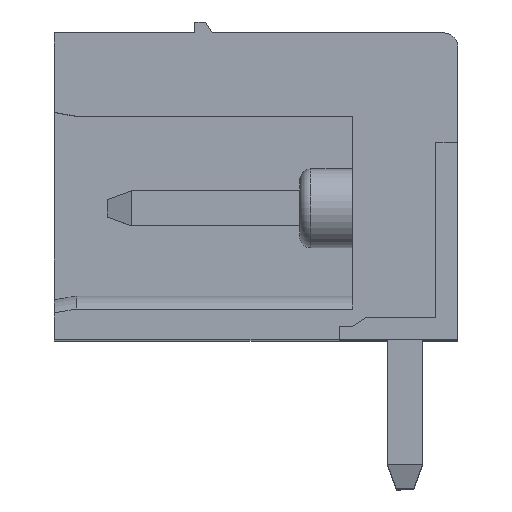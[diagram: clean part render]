
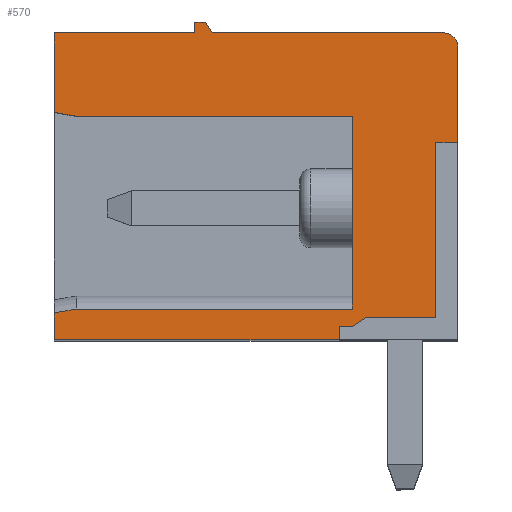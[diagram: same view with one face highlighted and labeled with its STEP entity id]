
A CAD part, top view. The second image highlights one B-rep face of the part: STEP entity #570.
In plain terms, the highlighted planar face has unit normal (0, 0, 1).
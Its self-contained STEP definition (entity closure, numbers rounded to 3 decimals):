
#570 = ADVANCED_FACE( '', ( #1391 ), #1392, .T. );
#1391 = FACE_OUTER_BOUND( '', #2471, .T. );
#1392 = PLANE( '', #2472 );
#2471 = EDGE_LOOP( '', ( #4134, #4135, #4136, #4137, #4138, #4139, #4140, #4141, #4142, #4143, #4144, #4145, #4146, #4147, #4148, #4149, #4150, #4151, #4152, #4153, #4154 ) );
#2472 = AXIS2_PLACEMENT_3D( '', #4155, #4156, #4157 );
#4134 = ORIENTED_EDGE( '', *, *, #6831, .T. );
#4135 = ORIENTED_EDGE( '', *, *, #6985, .T. );
#4136 = ORIENTED_EDGE( '', *, *, #6986, .T. );
#4137 = ORIENTED_EDGE( '', *, *, #6625, .F. );
#4138 = ORIENTED_EDGE( '', *, *, #6987, .T. );
#4139 = ORIENTED_EDGE( '', *, *, #6988, .T. );
#4140 = ORIENTED_EDGE( '', *, *, #6989, .T. );
#4141 = ORIENTED_EDGE( '', *, *, #6990, .T. );
#4142 = ORIENTED_EDGE( '', *, *, #6851, .T. );
#4143 = ORIENTED_EDGE( '', *, *, #6991, .T. );
#4144 = ORIENTED_EDGE( '', *, *, #6992, .T. );
#4145 = ORIENTED_EDGE( '', *, *, #6993, .T. );
#4146 = ORIENTED_EDGE( '', *, *, #6994, .F. );
#4147 = ORIENTED_EDGE( '', *, *, #6995, .T. );
#4148 = ORIENTED_EDGE( '', *, *, #6996, .T. );
#4149 = ORIENTED_EDGE( '', *, *, #6997, .T. );
#4150 = ORIENTED_EDGE( '', *, *, #6730, .T. );
#4151 = ORIENTED_EDGE( '', *, *, #6998, .T. );
#4152 = ORIENTED_EDGE( '', *, *, #6512, .T. );
#4153 = ORIENTED_EDGE( '', *, *, #6999, .T. );
#4154 = ORIENTED_EDGE( '', *, *, #7000, .T. );
#4155 = CARTESIAN_POINT( '', ( -162.627, 7.36, -27.382 ) );
#4156 = DIRECTION( '', ( 0., 0., 1. ) );
#4157 = DIRECTION( '', ( 1., 0., 0. ) );
#6512 = EDGE_CURVE( '', #7816, #7817, #7818, .T. );
#6625 = EDGE_CURVE( '', #8017, #8020, #8021, .T. );
#6730 = EDGE_CURVE( '', #8204, #8202, #8205, .T. );
#6831 = EDGE_CURVE( '', #8375, #8376, #8377, .T. );
#6851 = EDGE_CURVE( '', #8407, #8404, #8408, .T. );
#6985 = EDGE_CURVE( '', #8376, #8624, #8625, .T. );
#6986 = EDGE_CURVE( '', #8624, #8020, #8626, .T. );
#6987 = EDGE_CURVE( '', #8017, #8627, #8628, .T. );
#6988 = EDGE_CURVE( '', #8627, #8629, #8630, .T. );
#6989 = EDGE_CURVE( '', #8629, #8631, #8632, .T. );
#6990 = EDGE_CURVE( '', #8631, #8407, #8633, .T. );
#6991 = EDGE_CURVE( '', #8404, #8634, #8635, .T. );
#6992 = EDGE_CURVE( '', #8634, #8636, #8637, .T. );
#6993 = EDGE_CURVE( '', #8636, #8638, #8639, .T. );
#6994 = EDGE_CURVE( '', #8640, #8638, #8641, .T. );
#6995 = EDGE_CURVE( '', #8640, #8642, #8643, .T. );
#6996 = EDGE_CURVE( '', #8642, #8644, #8645, .T. );
#6997 = EDGE_CURVE( '', #8644, #8204, #8646, .T. );
#6998 = EDGE_CURVE( '', #8202, #7816, #8647, .T. );
#6999 = EDGE_CURVE( '', #7817, #8648, #8649, .T. );
#7000 = EDGE_CURVE( '', #8648, #8375, #8650, .T. );
#7816 = VERTEX_POINT( '', #9696 );
#7817 = VERTEX_POINT( '', #9697 );
#7818 = LINE( '', #9698, #9699 );
#8017 = VERTEX_POINT( '', #9988 );
#8020 = VERTEX_POINT( '', #9992 );
#8021 = CIRCLE( '', #9993, 0.3 );
#8202 = VERTEX_POINT( '', #10255 );
#8204 = VERTEX_POINT( '', #10258 );
#8205 = LINE( '', #10259, #10260 );
#8375 = VERTEX_POINT( '', #10509 );
#8376 = VERTEX_POINT( '', #10510 );
#8377 = LINE( '', #10511, #10512 );
#8404 = VERTEX_POINT( '', #10552 );
#8407 = VERTEX_POINT( '', #10556 );
#8408 = LINE( '', #10557, #10558 );
#8624 = VERTEX_POINT( '', #10880 );
#8625 = LINE( '', #10881, #10882 );
#8626 = LINE( '', #10883, #10884 );
#8627 = VERTEX_POINT( '', #10885 );
#8628 = LINE( '', #10886, #10887 );
#8629 = VERTEX_POINT( '', #10888 );
#8630 = LINE( '', #10889, #10890 );
#8631 = VERTEX_POINT( '', #10891 );
#8632 = LINE( '', #10892, #10893 );
#8633 = LINE( '', #10894, #10895 );
#8634 = VERTEX_POINT( '', #10896 );
#8635 = LINE( '', #10897, #10898 );
#8636 = VERTEX_POINT( '', #10899 );
#8637 = LINE( '', #10900, #10901 );
#8638 = VERTEX_POINT( '', #10902 );
#8639 = LINE( '', #10903, #10904 );
#8640 = VERTEX_POINT( '', #10905 );
#8641 = LINE( '', #10906, #10907 );
#8642 = VERTEX_POINT( '', #10908 );
#8643 = LINE( '', #10909, #10910 );
#8644 = VERTEX_POINT( '', #10911 );
#8645 = LINE( '', #10912, #10913 );
#8646 = LINE( '', #10914, #10915 );
#8647 = LINE( '', #10916, #10917 );
#8648 = VERTEX_POINT( '', #10918 );
#8649 = LINE( '', #10919, #10920 );
#8650 = LINE( '', #10921, #10922 );
#9696 = CARTESIAN_POINT( '', ( -156.127, 4.16, -27.382 ) );
#9697 = CARTESIAN_POINT( '', ( -155.827, 4.16, -27.382 ) );
#9698 = CARTESIAN_POINT( '', ( -155.827, 4.16, -27.382 ) );
#9699 = VECTOR( '', #12277, 1000. );
#9988 = CARTESIAN_POINT( '', ( -153.727, 10.86, -27.382 ) );
#9992 = CARTESIAN_POINT( '', ( -153.427, 10.56, -27.382 ) );
#9993 = AXIS2_PLACEMENT_3D( '', #12381, #12382, #12383 );
#10255 = CARTESIAN_POINT( '', ( -156.127, 3.86, -27.382 ) );
#10258 = CARTESIAN_POINT( '', ( -162.627, 3.86, -27.382 ) );
#10259 = CARTESIAN_POINT( '', ( -153.427, 3.86, -27.382 ) );
#10260 = VECTOR( '', #12484, 1000. );
#10509 = CARTESIAN_POINT( '', ( -153.927, 4.36, -27.382 ) );
#10510 = CARTESIAN_POINT( '', ( -153.927, 8.36, -27.382 ) );
#10511 = CARTESIAN_POINT( '', ( -153.927, 8.36, -27.382 ) );
#10512 = VECTOR( '', #12576, 1000. );
#10552 = CARTESIAN_POINT( '', ( -162.627, 10.86, -27.382 ) );
#10556 = CARTESIAN_POINT( '', ( -159.427, 10.86, -27.382 ) );
#10557 = CARTESIAN_POINT( '', ( -162.627, 10.86, -27.382 ) );
#10558 = VECTOR( '', #12591, 1000. );
#10880 = CARTESIAN_POINT( '', ( -153.427, 8.36, -27.382 ) );
#10881 = CARTESIAN_POINT( '', ( -153.427, 8.36, -27.382 ) );
#10882 = VECTOR( '', #12698, 1000. );
#10883 = CARTESIAN_POINT( '', ( -153.427, 10.56, -27.382 ) );
#10884 = VECTOR( '', #12699, 1000. );
#10885 = CARTESIAN_POINT( '', ( -159.027, 10.86, -27.382 ) );
#10886 = CARTESIAN_POINT( '', ( -159.027, 10.86, -27.382 ) );
#10887 = VECTOR( '', #12700, 1000. );
#10888 = CARTESIAN_POINT( '', ( -159.177, 11.11, -27.382 ) );
#10889 = CARTESIAN_POINT( '', ( -159.177, 11.11, -27.382 ) );
#10890 = VECTOR( '', #12701, 1000. );
#10891 = CARTESIAN_POINT( '', ( -159.427, 11.11, -27.382 ) );
#10892 = CARTESIAN_POINT( '', ( -159.427, 11.11, -27.382 ) );
#10893 = VECTOR( '', #12702, 1000. );
#10894 = CARTESIAN_POINT( '', ( -159.427, 10.86, -27.382 ) );
#10895 = VECTOR( '', #12703, 1000. );
#10896 = CARTESIAN_POINT( '', ( -162.627, 9.048, -27.382 ) );
#10897 = CARTESIAN_POINT( '', ( -162.627, 3.86, -27.382 ) );
#10898 = VECTOR( '', #12704, 1000. );
#10899 = CARTESIAN_POINT( '', ( -162.127, 8.96, -27.382 ) );
#10900 = CARTESIAN_POINT( '', ( -162.627, 9.048, -27.382 ) );
#10901 = VECTOR( '', #12705, 1000. );
#10902 = CARTESIAN_POINT( '', ( -155.827, 8.96, -27.382 ) );
#10903 = CARTESIAN_POINT( '', ( -162.627, 8.96, -27.382 ) );
#10904 = VECTOR( '', #12706, 1000. );
#10905 = CARTESIAN_POINT( '', ( -155.827, 4.56, -27.382 ) );
#10906 = CARTESIAN_POINT( '', ( -155.827, 10.21, -27.382 ) );
#10907 = VECTOR( '', #12707, 1000. );
#10908 = CARTESIAN_POINT( '', ( -162.127, 4.56, -27.382 ) );
#10909 = CARTESIAN_POINT( '', ( -162.627, 4.56, -27.382 ) );
#10910 = VECTOR( '', #12708, 1000. );
#10911 = CARTESIAN_POINT( '', ( -162.627, 4.471, -27.382 ) );
#10912 = CARTESIAN_POINT( '', ( -162.627, 4.471, -27.382 ) );
#10913 = VECTOR( '', #12709, 1000. );
#10914 = CARTESIAN_POINT( '', ( -162.627, 3.86, -27.382 ) );
#10915 = VECTOR( '', #12710, 1000. );
#10916 = CARTESIAN_POINT( '', ( -156.127, 4.16, -27.382 ) );
#10917 = VECTOR( '', #12711, 1000. );
#10918 = CARTESIAN_POINT( '', ( -155.53, 4.36, -27.382 ) );
#10919 = CARTESIAN_POINT( '', ( -155.53, 4.36, -27.382 ) );
#10920 = VECTOR( '', #12712, 1000. );
#10921 = CARTESIAN_POINT( '', ( -153.927, 4.36, -27.382 ) );
#10922 = VECTOR( '', #12713, 1000. );
#12277 = DIRECTION( '', ( 1., 0., 0. ) );
#12381 = CARTESIAN_POINT( '', ( -153.727, 10.56, -27.382 ) );
#12382 = DIRECTION( '', ( 0., 0., -1. ) );
#12383 = DIRECTION( '', ( 1., 0., 0. ) );
#12484 = DIRECTION( '', ( 1., 0., 0. ) );
#12576 = DIRECTION( '', ( 0., 1., 0. ) );
#12591 = DIRECTION( '', ( -1., 0., 0. ) );
#12698 = DIRECTION( '', ( 1., 0., 0. ) );
#12699 = DIRECTION( '', ( 0., 1., 0. ) );
#12700 = DIRECTION( '', ( -1., 0., 0. ) );
#12701 = DIRECTION( '', ( -0.514, 0.857, 0. ) );
#12702 = DIRECTION( '', ( -1., 0., 0. ) );
#12703 = DIRECTION( '', ( 0., -1., 0. ) );
#12704 = DIRECTION( '', ( 0., -1., 0. ) );
#12705 = DIRECTION( '', ( 0.985, -0.174, 0. ) );
#12706 = DIRECTION( '', ( 1., 0., 0. ) );
#12707 = DIRECTION( '', ( 0., 1., 0. ) );
#12708 = DIRECTION( '', ( -1., 0., 0. ) );
#12709 = DIRECTION( '', ( -0.985, -0.174, 0. ) );
#12710 = DIRECTION( '', ( 0., -1., 0. ) );
#12711 = DIRECTION( '', ( 0., 1., 0. ) );
#12712 = DIRECTION( '', ( 0.83, 0.558, 0. ) );
#12713 = DIRECTION( '', ( 1., 0., 0. ) );
